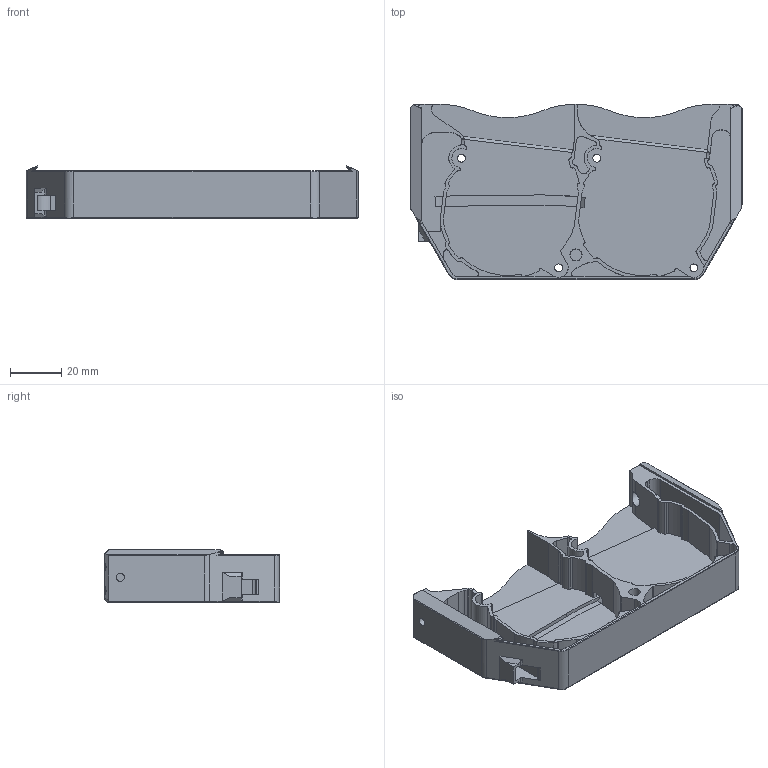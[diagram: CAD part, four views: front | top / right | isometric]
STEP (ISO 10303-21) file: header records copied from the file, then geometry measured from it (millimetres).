
FILE_DESCRIPTION(/* description */ (''),/* implementation_level */ '2;1');
FILE_NAME(/* name */ 'Nevermore_RLF35-v2.stp',/* time_stamp */ '2021-09-14T19:42:27+02:00',/* author */ ('Rama'),/* organization */ (''),/* preprocessor_version */ 'ST-DEVELOPER v18.1',/* originating_system */ 'Autodesk Inventor 2021',/* authorisation */ '');
FILE_SCHEMA (('AUTOMOTIVE_DESIGN { 1 0 10303 214 3 1 1 }'));
Length unit declared in the file: millimetre
Products named in the file (1): Nevermore_RLF35-v2
Bounding box: 130 x 68.56 x 20.6 mm (x, y, z)
Volume: 40535.1 mm3; surface area: 34188 mm2
Topology: 1 solids, 1 shells, 497 faces, 1396 edges, 904 vertices
Faces by surface type: cylinder 224, plane 193, bspline 38, torus 16, cone 14, sphere 12
Full cylindrical faces by diameter (mm): 3.1 x4, 3.2 x2, 4.7 x1, 5.8 x4, 6 x2, 6.18 x4
Entity records: 18661 total; most frequent: CARTESIAN_POINT 5114, ORIENTED_EDGE 2792, DIRECTION 2741, EDGE_CURVE 1396, AXIS2_PLACEMENT_3D 1003, VERTEX_POINT 904, LINE 735, VECTOR 735
